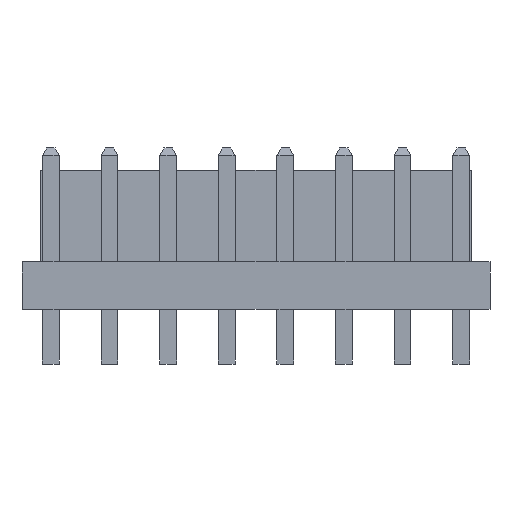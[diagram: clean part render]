
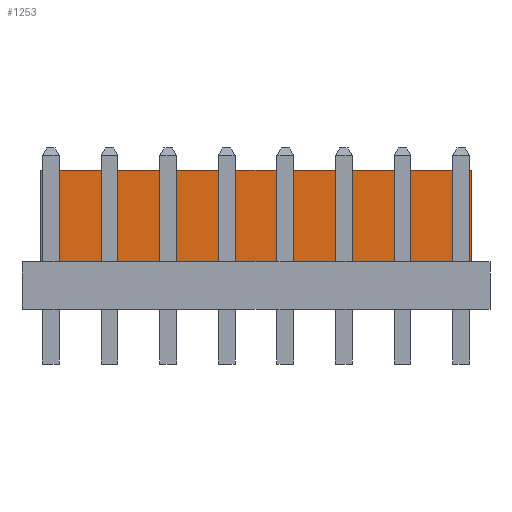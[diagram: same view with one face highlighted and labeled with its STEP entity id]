
A CAD part, front view. The second image highlights one B-rep face of the part: STEP entity #1253.
In plain terms, the highlighted planar face has unit normal (0, -1, 0).
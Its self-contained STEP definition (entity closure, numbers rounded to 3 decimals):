
#336=CARTESIAN_POINT('',(14.56,2.0,9.4));
#337=VERTEX_POINT('',#336);
#354=CARTESIAN_POINT('',(-14.56,2.0,9.4));
#355=VERTEX_POINT('',#354);
#362=CARTESIAN_POINT('',(0.0,2.0,9.4));
#363=DIRECTION('',(-1.0,0.0,0.0));
#364=VECTOR('',#363,1.0);
#365=LINE('',#362,#364);
#366=EDGE_CURVE('n� 1739',#337,#355,#365,.T.);
#1223=CARTESIAN_POINT('',(14.56,2.0,3.2));
#1224=VERTEX_POINT('',#1223);
#1225=CARTESIAN_POINT('',(14.56,2.0,4.7));
#1226=DIRECTION('',(0.,-0.0,1.0));
#1227=VECTOR('',#1226,1.0);
#1228=LINE('',#1225,#1227);
#1229=EDGE_CURVE('n� 1300',#1224,#337,#1228,.T.);
#1230=ORIENTED_EDGE('',*,*,#1229,.T.);
#1231=ORIENTED_EDGE('',*,*,#366,.T.);
#1232=CARTESIAN_POINT('',(-14.56,2.0,3.2));
#1233=VERTEX_POINT('',#1232);
#1234=CARTESIAN_POINT('',(-14.56,2.0,4.7));
#1235=DIRECTION('',(0.,0.0,-1.0));
#1236=VECTOR('',#1235,1.0);
#1237=LINE('',#1234,#1236);
#1238=EDGE_CURVE('n� 1351',#355,#1233,#1237,.T.);
#1239=ORIENTED_EDGE('',*,*,#1238,.T.);
#1240=CARTESIAN_POINT('',(0.0,2.0,3.2));
#1241=DIRECTION('',(-1.0,0.0,0.0));
#1242=VECTOR('',#1241,1.0);
#1243=LINE('',#1240,#1242);
#1244=EDGE_CURVE('n� 1152',#1224,#1233,#1243,.T.);
#1245=ORIENTED_EDGE('',*,*,#1244,.F.);
#1246=EDGE_LOOP('',(#1230,#1231,#1239,#1245));
#1247=FACE_OUTER_BOUND('',#1246,.T.);
#1248=CARTESIAN_POINT('',(-14.56,2.0,9.4));
#1249=DIRECTION('',(0.0,-1.0,-0.0));
#1250=DIRECTION('',(-0.0,0.0,-1.0));
#1251=AXIS2_PLACEMENT_3D('',#1248,#1249,#1250);
#1252=PLANE('',#1251);
#1253=ADVANCED_FACE('n� 1736',(#1247),#1252,.T.);
